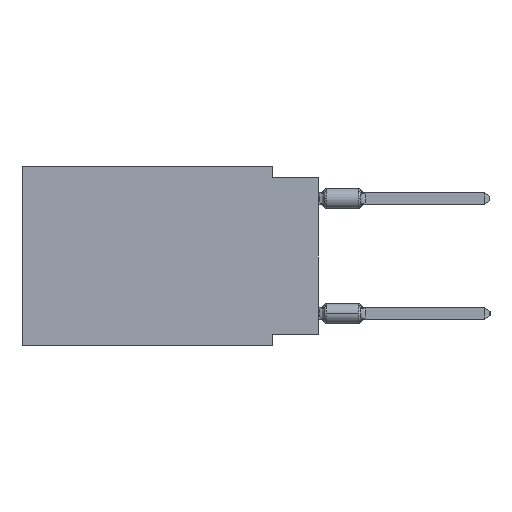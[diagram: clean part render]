
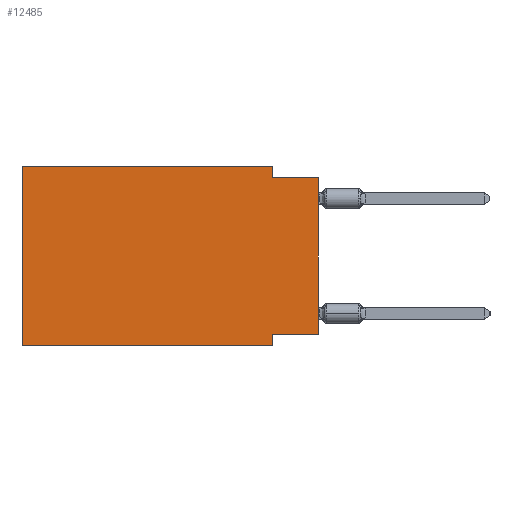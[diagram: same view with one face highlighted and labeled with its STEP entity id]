
A CAD part, left-side view. The second image highlights one B-rep face of the part: STEP entity #12485.
In plain terms, the highlighted planar face has unit normal (-1, 0, 0).
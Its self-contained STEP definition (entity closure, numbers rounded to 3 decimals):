
#153 = ORIENTED_EDGE ( 'NONE', *, *, #48455, .F. ) ;
#1145 = FACE_OUTER_BOUND ( 'NONE', #36302, .T. ) ;
#1668 = VECTOR ( 'NONE', #39207, 1000. ) ;
#2139 = DIRECTION ( 'NONE',  ( 0., 0., 1. ) ) ;
#2395 = ORIENTED_EDGE ( 'NONE', *, *, #53694, .F. ) ;
#4507 = CARTESIAN_POINT ( 'NONE',  ( 0., 16.383, 0. ) ) ;
#5516 = LINE ( 'NONE', #44061, #20028 ) ;
#5688 = LINE ( 'NONE', #35955, #54710 ) ;
#5741 = AXIS2_PLACEMENT_3D ( 'NONE', #14283, #31700, #36824 ) ;
#6144 = CARTESIAN_POINT ( 'NONE',  ( 0., 0., 0. ) ) ;
#6203 = VERTEX_POINT ( 'NONE', #37312 ) ;
#6607 = ORIENTED_EDGE ( 'NONE', *, *, #7945, .F. ) ;
#7945 = EDGE_CURVE ( 'NONE', #6203, #37191, #47781, .T. ) ;
#8116 = VERTEX_POINT ( 'NONE', #49184 ) ;
#12485 = ADVANCED_FACE ( 'NONE', ( #1145 ), #18556, .F. ) ;
#12664 = CARTESIAN_POINT ( 'NONE',  ( 0., 2.54, 0. ) ) ;
#13876 = VERTEX_POINT ( 'NONE', #20180 ) ;
#14283 = CARTESIAN_POINT ( 'NONE',  ( 0., 16.383, 0. ) ) ;
#15588 = LINE ( 'NONE', #55270, #48080 ) ;
#17441 = LINE ( 'NONE', #34848, #48225 ) ;
#17950 = VECTOR ( 'NONE', #35336, 1000. ) ;
#18293 = EDGE_CURVE ( 'NONE', #44423, #26433, #30340, .T. ) ;
#18556 = PLANE ( 'NONE',  #5741 ) ;
#19378 = EDGE_CURVE ( 'NONE', #44423, #13876, #20397, .T. ) ;
#19825 = ORIENTED_EDGE ( 'NONE', *, *, #28144, .F. ) ;
#20028 = VECTOR ( 'NONE', #26646, 1000. ) ;
#20180 = CARTESIAN_POINT ( 'NONE',  ( 0., 0., -0.635 ) ) ;
#20397 = LINE ( 'NONE', #6144, #23284 ) ;
#22495 = LINE ( 'NONE', #4507, #17950 ) ;
#23284 = VECTOR ( 'NONE', #2139, 1000. ) ;
#24929 = CARTESIAN_POINT ( 'NONE',  ( 0., 2.54, -9.271 ) ) ;
#26433 = VERTEX_POINT ( 'NONE', #24929 ) ;
#26646 = DIRECTION ( 'NONE',  ( 0., 0., -1. ) ) ;
#28144 = EDGE_CURVE ( 'NONE', #43200, #6203, #5688, .T. ) ;
#29315 = CARTESIAN_POINT ( 'NONE',  ( 0., 2.54, -0.635 ) ) ;
#30340 = LINE ( 'NONE', #44034, #49630 ) ;
#31700 = DIRECTION ( 'NONE',  ( 1., 0., 0. ) ) ;
#34848 = CARTESIAN_POINT ( 'NONE',  ( 0., 0., -0.635 ) ) ;
#35106 = DIRECTION ( 'NONE',  ( 0., -1., 0. ) ) ;
#35336 = DIRECTION ( 'NONE',  ( 0., 0., 1. ) ) ;
#35955 = CARTESIAN_POINT ( 'NONE',  ( 0., 16.383, 0. ) ) ;
#36302 = EDGE_LOOP ( 'NONE', ( #40002, #53887, #6607, #19825, #2395, #39872, #153, #46403 ) ) ;
#36824 = DIRECTION ( 'NONE',  ( 0., 0., -1. ) ) ;
#37191 = VERTEX_POINT ( 'NONE', #29315 ) ;
#37312 = CARTESIAN_POINT ( 'NONE',  ( 0., 2.54, 0. ) ) ;
#39207 = DIRECTION ( 'NONE',  ( 0., 0., -1. ) ) ;
#39872 = ORIENTED_EDGE ( 'NONE', *, *, #45372, .T. ) ;
#40002 = ORIENTED_EDGE ( 'NONE', *, *, #19378, .T. ) ;
#40698 = VERTEX_POINT ( 'NONE', #53270 ) ;
#42432 = CARTESIAN_POINT ( 'NONE',  ( 0., 16.383, 0. ) ) ;
#43200 = VERTEX_POINT ( 'NONE', #42432 ) ;
#44034 = CARTESIAN_POINT ( 'NONE',  ( 0., 0., -9.271 ) ) ;
#44061 = CARTESIAN_POINT ( 'NONE',  ( 0., 2.54, -9.906 ) ) ;
#44324 = DIRECTION ( 'NONE',  ( 0., 1., 0. ) ) ;
#44423 = VERTEX_POINT ( 'NONE', #49301 ) ;
#45372 = EDGE_CURVE ( 'NONE', #40698, #8116, #15588, .T. ) ;
#46403 = ORIENTED_EDGE ( 'NONE', *, *, #18293, .F. ) ;
#47679 = EDGE_CURVE ( 'NONE', #37191, #13876, #17441, .T. ) ;
#47781 = LINE ( 'NONE', #12664, #1668 ) ;
#48080 = VECTOR ( 'NONE', #50409, 1000. ) ;
#48225 = VECTOR ( 'NONE', #52255, 1000. ) ;
#48455 = EDGE_CURVE ( 'NONE', #26433, #8116, #5516, .T. ) ;
#49184 = CARTESIAN_POINT ( 'NONE',  ( 0., 2.54, -9.906 ) ) ;
#49301 = CARTESIAN_POINT ( 'NONE',  ( 0., 0., -9.271 ) ) ;
#49630 = VECTOR ( 'NONE', #44324, 1000. ) ;
#50409 = DIRECTION ( 'NONE',  ( 0., -1., 0. ) ) ;
#52255 = DIRECTION ( 'NONE',  ( 0., -1., 0. ) ) ;
#53270 = CARTESIAN_POINT ( 'NONE',  ( 0., 16.383, -9.906 ) ) ;
#53694 = EDGE_CURVE ( 'NONE', #40698, #43200, #22495, .T. ) ;
#53887 = ORIENTED_EDGE ( 'NONE', *, *, #47679, .F. ) ;
#54710 = VECTOR ( 'NONE', #35106, 1000. ) ;
#55270 = CARTESIAN_POINT ( 'NONE',  ( 0., 16.383, -9.906 ) ) ;
